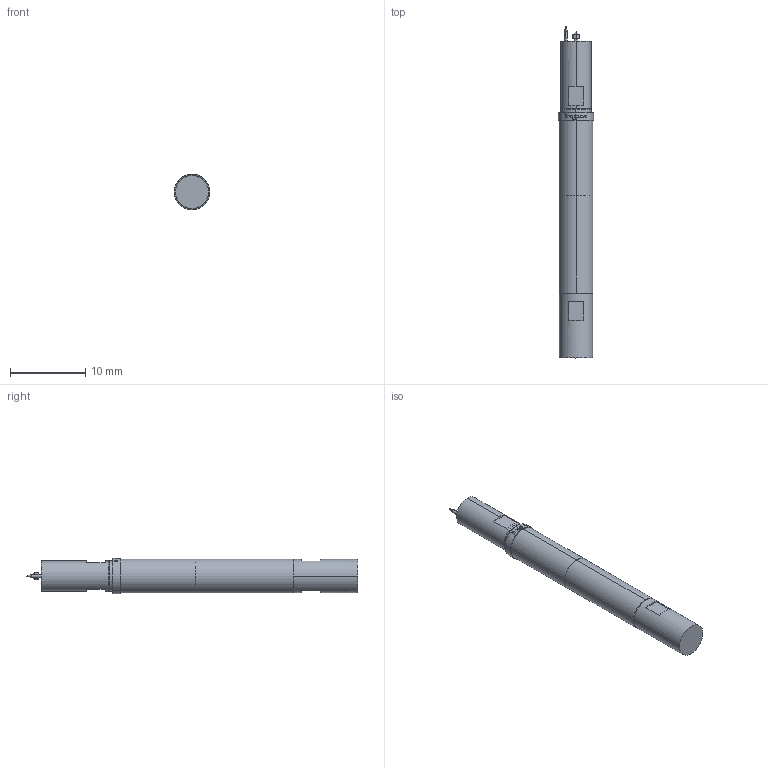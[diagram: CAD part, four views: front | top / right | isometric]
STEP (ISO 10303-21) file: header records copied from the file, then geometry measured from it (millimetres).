
FILE_DESCRIPTION (( 'STEP AP203' ), '1' );
FILE_NAME ('INGUN_HFS-8x0_358_080_A_xx02_V2-00S.STEP', '2022-04-26T12:36:32', ( 'ochi' ), ( '' ), 'SwSTEP 2.0', 'SolidWorks 2018', '' );
FILE_SCHEMA (( 'CONFIG_CONTROL_DESIGN' ));
Length unit declared in the file: millimetre
Products named in the file (1): INGUN_HFS-8x0_358_080_A_xx02_V2-00S
Bounding box: 4.7 x 44 x 4.7 mm (x, y, z)
Volume: 626.4 mm3; surface area: 618.9 mm2
Topology: 1 solids, 1 shells, 123 faces, 306 edges, 198 vertices
Faces by surface type: plane 50, bspline 35, cylinder 28, cone 10
Entity records: 4647 total; most frequent: CARTESIAN_POINT 2090, ORIENTED_EDGE 604, DIRECTION 346, EDGE_CURVE 302, VERTEX_POINT 198, B_SPLINE_CURVE_WITH_KNOTS 193, AXIS2_PLACEMENT_3D 148, EDGE_LOOP 140
